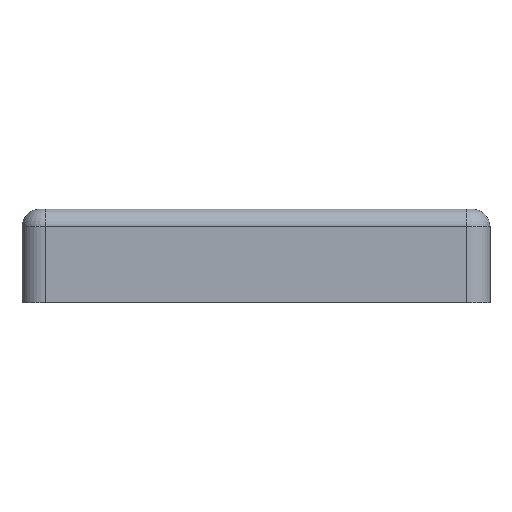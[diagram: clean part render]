
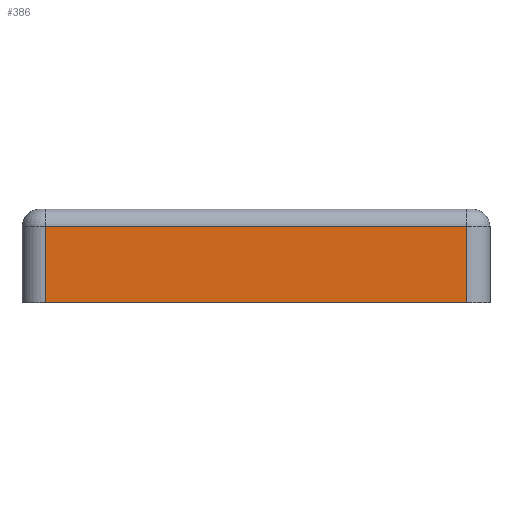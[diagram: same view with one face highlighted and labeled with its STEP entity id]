
A CAD part, left-side view. The second image highlights one B-rep face of the part: STEP entity #386.
In plain terms, the highlighted planar face has unit normal (-1, 0, 0).
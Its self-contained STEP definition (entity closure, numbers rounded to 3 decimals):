
#130 = EDGE_LOOP ( 'NONE', ( #966, #4533, #6489, #3140 ) ) ;
#236 = EDGE_CURVE ( 'NONE', #7062, #928, #7157, .T. ) ;
#386 = ADVANCED_FACE ( 'NONE', ( #1789 ), #6643, .F. ) ;
#667 = CARTESIAN_POINT ( 'NONE',  ( -40., -40., 16. ) ) ;
#766 = DIRECTION ( 'NONE',  ( 0., 0., -1. ) ) ;
#805 = DIRECTION ( 'NONE',  ( 0., 1., 0. ) ) ;
#928 = VERTEX_POINT ( 'NONE', #5119 ) ;
#966 = ORIENTED_EDGE ( 'NONE', *, *, #6821, .T. ) ;
#1404 = CARTESIAN_POINT ( 'NONE',  ( -40., -36., 13. ) ) ;
#1670 = CARTESIAN_POINT ( 'NONE',  ( -40., -40., 0. ) ) ;
#1789 = FACE_OUTER_BOUND ( 'NONE', #130, .T. ) ;
#1941 = VECTOR ( 'NONE', #805, 1000. ) ;
#3140 = ORIENTED_EDGE ( 'NONE', *, *, #236, .T. ) ;
#3297 = DIRECTION ( 'NONE',  ( 0., -1., 0. ) ) ;
#3592 = EDGE_CURVE ( 'NONE', #7065, #3600, #6419, .T. ) ;
#3600 = VERTEX_POINT ( 'NONE', #3819 ) ;
#3819 = CARTESIAN_POINT ( 'NONE',  ( -40., 36., 13. ) ) ;
#4043 = CARTESIAN_POINT ( 'NONE',  ( -40., -36., 16. ) ) ;
#4217 = CARTESIAN_POINT ( 'NONE',  ( -40., 36., 16. ) ) ;
#4533 = ORIENTED_EDGE ( 'NONE', *, *, #3592, .T. ) ;
#4597 = DIRECTION ( 'NONE',  ( 0., 0., 1. ) ) ;
#4837 = EDGE_CURVE ( 'NONE', #3600, #7062, #4917, .T. ) ;
#4917 = LINE ( 'NONE', #4217, #6552 ) ;
#5119 = CARTESIAN_POINT ( 'NONE',  ( -40., -36., 0. ) ) ;
#5270 = AXIS2_PLACEMENT_3D ( 'NONE', #667, #6479, #6400 ) ;
#5474 = CARTESIAN_POINT ( 'NONE',  ( -40., 36., 13. ) ) ;
#5690 = VECTOR ( 'NONE', #3297, 1000. ) ;
#5774 = VECTOR ( 'NONE', #4597, 1000. ) ;
#5957 = CARTESIAN_POINT ( 'NONE',  ( -40., 36., 0. ) ) ;
#6400 = DIRECTION ( 'NONE',  ( 0., 0., -1. ) ) ;
#6419 = LINE ( 'NONE', #5474, #1941 ) ;
#6479 = DIRECTION ( 'NONE',  ( 1., 0., 0. ) ) ;
#6489 = ORIENTED_EDGE ( 'NONE', *, *, #4837, .T. ) ;
#6552 = VECTOR ( 'NONE', #766, 1000. ) ;
#6643 = PLANE ( 'NONE',  #5270 ) ;
#6821 = EDGE_CURVE ( 'NONE', #928, #7065, #7242, .T. ) ;
#7062 = VERTEX_POINT ( 'NONE', #5957 ) ;
#7065 = VERTEX_POINT ( 'NONE', #1404 ) ;
#7157 = LINE ( 'NONE', #1670, #5690 ) ;
#7242 = LINE ( 'NONE', #4043, #5774 ) ;
